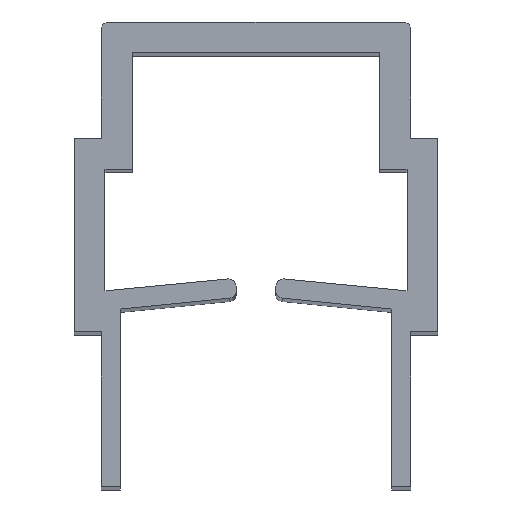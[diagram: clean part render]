
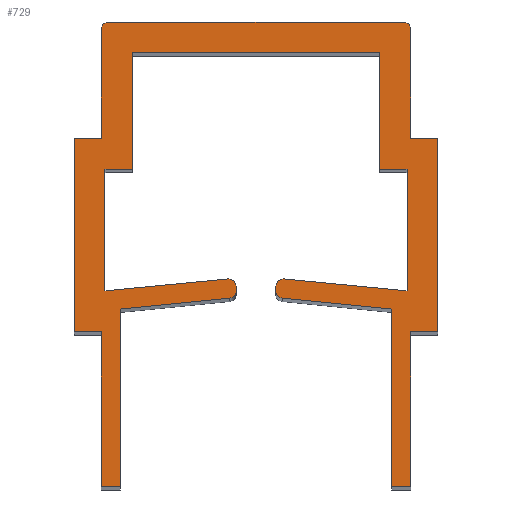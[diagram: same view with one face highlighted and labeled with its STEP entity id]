
A CAD part, top view. The second image highlights one B-rep face of the part: STEP entity #729.
In plain terms, the highlighted planar face has unit normal (0, 0, 1).
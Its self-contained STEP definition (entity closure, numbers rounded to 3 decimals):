
#20=CIRCLE('',#751,0.2);
#22=CIRCLE('',#755,0.2);
#24=CIRCLE('',#767,0.2);
#26=CIRCLE('',#771,0.2);
#28=CIRCLE('',#782,0.2);
#30=CIRCLE('',#786,0.2);
#208=ORIENTED_EDGE('',*,*,#242,.T.);
#209=ORIENTED_EDGE('',*,*,#246,.T.);
#210=ORIENTED_EDGE('',*,*,#249,.T.);
#211=ORIENTED_EDGE('',*,*,#252,.T.);
#212=ORIENTED_EDGE('',*,*,#255,.T.);
#213=ORIENTED_EDGE('',*,*,#258,.T.);
#214=ORIENTED_EDGE('',*,*,#261,.T.);
#215=ORIENTED_EDGE('',*,*,#264,.T.);
#216=ORIENTED_EDGE('',*,*,#267,.T.);
#217=ORIENTED_EDGE('',*,*,#270,.T.);
#218=ORIENTED_EDGE('',*,*,#273,.T.);
#219=ORIENTED_EDGE('',*,*,#276,.T.);
#220=ORIENTED_EDGE('',*,*,#279,.T.);
#221=ORIENTED_EDGE('',*,*,#282,.T.);
#222=ORIENTED_EDGE('',*,*,#285,.T.);
#223=ORIENTED_EDGE('',*,*,#288,.T.);
#224=ORIENTED_EDGE('',*,*,#291,.T.);
#225=ORIENTED_EDGE('',*,*,#294,.T.);
#226=ORIENTED_EDGE('',*,*,#297,.T.);
#227=ORIENTED_EDGE('',*,*,#300,.T.);
#228=ORIENTED_EDGE('',*,*,#303,.T.);
#229=ORIENTED_EDGE('',*,*,#306,.T.);
#230=ORIENTED_EDGE('',*,*,#309,.T.);
#231=ORIENTED_EDGE('',*,*,#312,.T.);
#232=ORIENTED_EDGE('',*,*,#315,.T.);
#233=ORIENTED_EDGE('',*,*,#318,.T.);
#234=ORIENTED_EDGE('',*,*,#321,.T.);
#235=ORIENTED_EDGE('',*,*,#324,.T.);
#236=ORIENTED_EDGE('',*,*,#327,.T.);
#237=ORIENTED_EDGE('',*,*,#330,.T.);
#238=ORIENTED_EDGE('',*,*,#333,.T.);
#239=ORIENTED_EDGE('',*,*,#336,.T.);
#240=ORIENTED_EDGE('',*,*,#339,.T.);
#241=ORIENTED_EDGE('',*,*,#342,.T.);
#242=EDGE_CURVE('',#344,#345,#412,.T.);
#246=EDGE_CURVE('',#345,#348,#416,.T.);
#249=EDGE_CURVE('',#348,#350,#419,.T.);
#252=EDGE_CURVE('',#350,#352,#422,.T.);
#255=EDGE_CURVE('',#352,#354,#425,.T.);
#258=EDGE_CURVE('',#354,#356,#428,.T.);
#261=EDGE_CURVE('',#356,#358,#431,.T.);
#264=EDGE_CURVE('',#358,#360,#20,.T.);
#267=EDGE_CURVE('',#360,#362,#435,.T.);
#270=EDGE_CURVE('',#362,#364,#22,.T.);
#273=EDGE_CURVE('',#364,#366,#439,.T.);
#276=EDGE_CURVE('',#366,#368,#442,.T.);
#279=EDGE_CURVE('',#368,#370,#445,.T.);
#282=EDGE_CURVE('',#370,#372,#448,.T.);
#285=EDGE_CURVE('',#372,#374,#451,.T.);
#288=EDGE_CURVE('',#374,#376,#454,.T.);
#291=EDGE_CURVE('',#376,#378,#457,.T.);
#294=EDGE_CURVE('',#378,#380,#460,.T.);
#297=EDGE_CURVE('',#380,#382,#463,.T.);
#300=EDGE_CURVE('',#382,#384,#24,.T.);
#303=EDGE_CURVE('',#384,#386,#467,.T.);
#306=EDGE_CURVE('',#386,#388,#26,.T.);
#309=EDGE_CURVE('',#388,#390,#471,.T.);
#312=EDGE_CURVE('',#390,#392,#474,.T.);
#315=EDGE_CURVE('',#392,#394,#477,.T.);
#318=EDGE_CURVE('',#394,#396,#480,.T.);
#321=EDGE_CURVE('',#396,#398,#483,.T.);
#324=EDGE_CURVE('',#398,#400,#486,.T.);
#327=EDGE_CURVE('',#400,#402,#489,.T.);
#330=EDGE_CURVE('',#402,#404,#492,.T.);
#333=EDGE_CURVE('',#404,#406,#28,.T.);
#336=EDGE_CURVE('',#406,#408,#496,.T.);
#339=EDGE_CURVE('',#408,#410,#30,.T.);
#342=EDGE_CURVE('',#410,#344,#500,.T.);
#344=VERTEX_POINT('',#982);
#345=VERTEX_POINT('',#983);
#348=VERTEX_POINT('',#991);
#350=VERTEX_POINT('',#997);
#352=VERTEX_POINT('',#1003);
#354=VERTEX_POINT('',#1009);
#356=VERTEX_POINT('',#1015);
#358=VERTEX_POINT('',#1021);
#360=VERTEX_POINT('',#1027);
#362=VERTEX_POINT('',#1033);
#364=VERTEX_POINT('',#1039);
#366=VERTEX_POINT('',#1045);
#368=VERTEX_POINT('',#1051);
#370=VERTEX_POINT('',#1057);
#372=VERTEX_POINT('',#1063);
#374=VERTEX_POINT('',#1069);
#376=VERTEX_POINT('',#1075);
#378=VERTEX_POINT('',#1081);
#380=VERTEX_POINT('',#1087);
#382=VERTEX_POINT('',#1093);
#384=VERTEX_POINT('',#1099);
#386=VERTEX_POINT('',#1105);
#388=VERTEX_POINT('',#1111);
#390=VERTEX_POINT('',#1117);
#392=VERTEX_POINT('',#1123);
#394=VERTEX_POINT('',#1129);
#396=VERTEX_POINT('',#1135);
#398=VERTEX_POINT('',#1141);
#400=VERTEX_POINT('',#1147);
#402=VERTEX_POINT('',#1153);
#404=VERTEX_POINT('',#1159);
#406=VERTEX_POINT('',#1165);
#408=VERTEX_POINT('',#1171);
#410=VERTEX_POINT('',#1177);
#412=LINE('',#981,#502);
#416=LINE('',#990,#506);
#419=LINE('',#996,#509);
#422=LINE('',#1002,#512);
#425=LINE('',#1008,#515);
#428=LINE('',#1014,#518);
#431=LINE('',#1020,#521);
#435=LINE('',#1032,#525);
#439=LINE('',#1044,#529);
#442=LINE('',#1050,#532);
#445=LINE('',#1056,#535);
#448=LINE('',#1062,#538);
#451=LINE('',#1068,#541);
#454=LINE('',#1074,#544);
#457=LINE('',#1080,#547);
#460=LINE('',#1086,#550);
#463=LINE('',#1092,#553);
#467=LINE('',#1104,#557);
#471=LINE('',#1116,#561);
#474=LINE('',#1122,#564);
#477=LINE('',#1128,#567);
#480=LINE('',#1134,#570);
#483=LINE('',#1140,#573);
#486=LINE('',#1146,#576);
#489=LINE('',#1152,#579);
#492=LINE('',#1158,#582);
#496=LINE('',#1170,#586);
#500=LINE('',#1182,#590);
#502=VECTOR('',#795,1000.);
#506=VECTOR('',#801,1000.);
#509=VECTOR('',#806,1000.);
#512=VECTOR('',#811,1000.);
#515=VECTOR('',#816,1000.);
#518=VECTOR('',#821,1000.);
#521=VECTOR('',#826,1000.);
#525=VECTOR('',#838,1000.);
#529=VECTOR('',#850,1000.);
#532=VECTOR('',#855,1000.);
#535=VECTOR('',#860,1000.);
#538=VECTOR('',#865,1000.);
#541=VECTOR('',#870,1000.);
#544=VECTOR('',#875,1000.);
#547=VECTOR('',#880,1000.);
#550=VECTOR('',#885,1000.);
#553=VECTOR('',#890,1000.);
#557=VECTOR('',#902,1000.);
#561=VECTOR('',#914,1000.);
#564=VECTOR('',#919,1000.);
#567=VECTOR('',#924,1000.);
#570=VECTOR('',#929,1000.);
#573=VECTOR('',#934,1000.);
#576=VECTOR('',#939,1000.);
#579=VECTOR('',#944,1000.);
#582=VECTOR('',#949,1000.);
#586=VECTOR('',#961,1000.);
#590=VECTOR('',#973,1000.);
#627=EDGE_LOOP('',(#208,#209,#210,#211,#212,#213,#214,#215,#216,#217,#218,
#219,#220,#221,#222,#223,#224,#225,#226,#227,#228,#229,#230,#231,#232,#233,
#234,#235,#236,#237,#238,#239,#240,#241));
#663=FACE_BOUND('',#627,.T.);
#693=PLANE('',#790);
#729=ADVANCED_FACE('',(#663),#693,.T.);
#751=AXIS2_PLACEMENT_3D('',#1026,#831,#832);
#755=AXIS2_PLACEMENT_3D('',#1038,#843,#844);
#767=AXIS2_PLACEMENT_3D('',#1098,#895,#896);
#771=AXIS2_PLACEMENT_3D('',#1110,#907,#908);
#782=AXIS2_PLACEMENT_3D('',#1164,#954,#955);
#786=AXIS2_PLACEMENT_3D('',#1176,#966,#967);
#790=AXIS2_PLACEMENT_3D('',#1185,#977,#978);
#795=DIRECTION('',(-1.,0.,0.));
#801=DIRECTION('',(0.,-1.,0.));
#806=DIRECTION('',(1.,0.,0.));
#811=DIRECTION('',(0.,-1.,0.));
#816=DIRECTION('',(1.,0.,0.));
#821=DIRECTION('',(0.,1.,0.));
#826=DIRECTION('',(0.995,0.099,0.));
#831=DIRECTION('',(0.,0.,1.));
#832=DIRECTION('',(1.,0.,0.));
#838=DIRECTION('',(-0.087,0.996,0.));
#843=DIRECTION('',(0.,0.,1.));
#844=DIRECTION('',(1.,0.,0.));
#850=DIRECTION('',(-0.995,-0.096,0.));
#855=DIRECTION('',(0.,1.,0.));
#860=DIRECTION('',(1.,0.,0.));
#865=DIRECTION('',(0.,1.,0.));
#870=DIRECTION('',(1.,0.,0.));
#875=DIRECTION('',(0.,-1.,0.));
#880=DIRECTION('',(1.,0.,0.));
#885=DIRECTION('',(0.,-1.,0.));
#890=DIRECTION('',(-0.995,0.096,0.));
#895=DIRECTION('',(0.,0.,1.));
#896=DIRECTION('',(1.,0.,0.));
#902=DIRECTION('',(-0.087,-0.996,0.));
#907=DIRECTION('',(0.,0.,1.));
#908=DIRECTION('',(1.,0.,0.));
#914=DIRECTION('',(0.995,-0.099,0.));
#919=DIRECTION('',(0.,-1.,0.));
#924=DIRECTION('',(1.,0.,0.));
#929=DIRECTION('',(0.,1.,0.));
#934=DIRECTION('',(1.,0.,0.));
#939=DIRECTION('',(0.,1.,0.));
#944=DIRECTION('',(-1.,0.,0.));
#949=DIRECTION('',(0.,1.,0.));
#954=DIRECTION('',(0.,0.,1.));
#955=DIRECTION('',(1.,0.,0.));
#961=DIRECTION('',(-1.,0.,0.));
#966=DIRECTION('',(0.,0.,1.));
#967=DIRECTION('',(1.,0.,0.));
#973=DIRECTION('',(0.,-1.,0.));
#977=DIRECTION('',(0.,0.,1.));
#978=DIRECTION('',(1.,0.,0.));
#981=CARTESIAN_POINT('',(-4.,9.,0.));
#982=CARTESIAN_POINT('',(-4.,9.,0.));
#983=CARTESIAN_POINT('',(-4.7,9.,0.));
#990=CARTESIAN_POINT('',(-4.7,9.,0.));
#991=CARTESIAN_POINT('',(-4.7,4.,0.));
#996=CARTESIAN_POINT('',(-4.7,4.,0.));
#997=CARTESIAN_POINT('',(-4.,4.,0.));
#1002=CARTESIAN_POINT('',(-4.,4.,0.));
#1003=CARTESIAN_POINT('',(-4.,0.,0.));
#1008=CARTESIAN_POINT('',(-4.,0.,0.));
#1009=CARTESIAN_POINT('',(-3.5,0.,0.));
#1014=CARTESIAN_POINT('',(-3.5,0.,0.));
#1015=CARTESIAN_POINT('',(-3.5,4.587,0.));
#1020=CARTESIAN_POINT('',(-3.5,4.587,0.));
#1021=CARTESIAN_POINT('',(-0.684,4.866,0.));
#1026=CARTESIAN_POINT('',(-0.704,5.065,0.));
#1027=CARTESIAN_POINT('',(-0.504,5.083,0.));
#1032=CARTESIAN_POINT('',(-0.504,5.083,0.));
#1033=CARTESIAN_POINT('',(-0.513,5.181,0.));
#1038=CARTESIAN_POINT('',(-0.712,5.164,0.));
#1039=CARTESIAN_POINT('',(-0.731,5.363,0.));
#1044=CARTESIAN_POINT('',(-0.731,5.363,0.));
#1045=CARTESIAN_POINT('',(-3.9,5.057,0.));
#1050=CARTESIAN_POINT('',(-3.9,5.057,0.));
#1051=CARTESIAN_POINT('',(-3.9,8.2,0.));
#1056=CARTESIAN_POINT('',(-3.9,8.2,0.));
#1057=CARTESIAN_POINT('',(-3.2,8.2,0.));
#1062=CARTESIAN_POINT('',(-3.2,8.2,0.));
#1063=CARTESIAN_POINT('',(-3.2,11.2,0.));
#1068=CARTESIAN_POINT('',(-3.2,11.2,0.));
#1069=CARTESIAN_POINT('',(3.2,11.2,0.));
#1074=CARTESIAN_POINT('',(3.2,11.2,0.));
#1075=CARTESIAN_POINT('',(3.2,8.2,0.));
#1080=CARTESIAN_POINT('',(3.2,8.2,0.));
#1081=CARTESIAN_POINT('',(3.9,8.2,0.));
#1086=CARTESIAN_POINT('',(3.9,8.2,0.));
#1087=CARTESIAN_POINT('',(3.9,5.057,0.));
#1092=CARTESIAN_POINT('',(3.9,5.057,0.));
#1093=CARTESIAN_POINT('',(0.731,5.363,0.));
#1098=CARTESIAN_POINT('',(0.712,5.164,0.));
#1099=CARTESIAN_POINT('',(0.513,5.181,0.));
#1104=CARTESIAN_POINT('',(0.513,5.181,0.));
#1105=CARTESIAN_POINT('',(0.504,5.083,0.));
#1110=CARTESIAN_POINT('',(0.704,5.065,0.));
#1111=CARTESIAN_POINT('',(0.684,4.866,0.));
#1116=CARTESIAN_POINT('',(0.684,4.866,0.));
#1117=CARTESIAN_POINT('',(3.5,4.587,0.));
#1122=CARTESIAN_POINT('',(3.5,4.587,0.));
#1123=CARTESIAN_POINT('',(3.5,0.,0.));
#1128=CARTESIAN_POINT('',(3.5,0.,0.));
#1129=CARTESIAN_POINT('',(4.,0.,0.));
#1134=CARTESIAN_POINT('',(4.,0.,0.));
#1135=CARTESIAN_POINT('',(4.,4.,0.));
#1140=CARTESIAN_POINT('',(4.,4.,0.));
#1141=CARTESIAN_POINT('',(4.7,4.,0.));
#1146=CARTESIAN_POINT('',(4.7,4.,0.));
#1147=CARTESIAN_POINT('',(4.7,9.,0.));
#1152=CARTESIAN_POINT('',(4.7,9.,0.));
#1153=CARTESIAN_POINT('',(4.,9.,0.));
#1158=CARTESIAN_POINT('',(4.,9.,0.));
#1159=CARTESIAN_POINT('',(4.,11.8,0.));
#1164=CARTESIAN_POINT('',(3.8,11.8,0.));
#1165=CARTESIAN_POINT('',(3.8,12.,0.));
#1170=CARTESIAN_POINT('',(3.8,12.,0.));
#1171=CARTESIAN_POINT('',(-3.8,12.,0.));
#1176=CARTESIAN_POINT('',(-3.8,11.8,0.));
#1177=CARTESIAN_POINT('',(-4.,11.8,0.));
#1182=CARTESIAN_POINT('',(-4.,11.8,0.));
#1185=CARTESIAN_POINT('',(-0.704,5.065,0.));
